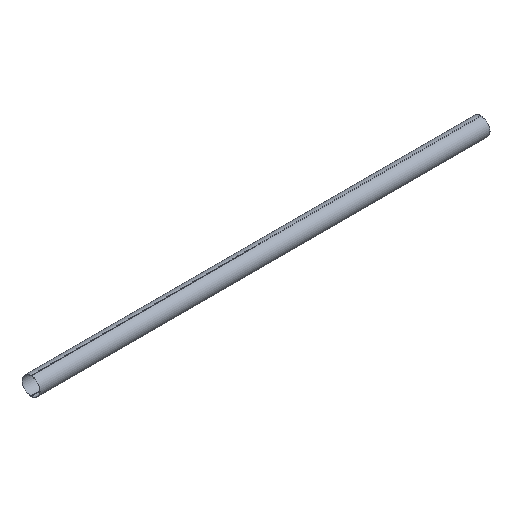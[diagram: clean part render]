
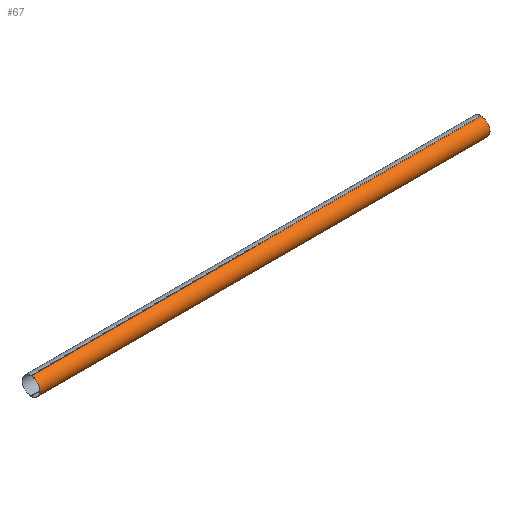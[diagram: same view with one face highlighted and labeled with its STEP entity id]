
A CAD part, isometric view. The second image highlights one B-rep face of the part: STEP entity #67.
In plain terms, the highlighted cylindrical face has radius 100 mm (diameter 200 mm), a partial arc.
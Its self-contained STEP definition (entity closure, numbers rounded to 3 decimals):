
#65 = EDGE_CURVE( '', #79, #91, #137, .T. );
#67 = ADVANCED_FACE( '', ( #139 ), #140, .T. );
#75 = EDGE_CURVE( '', #83, #79, #149, .T. );
#79 = VERTEX_POINT( '', #153 );
#81 = EDGE_CURVE( '', #93, #83, #155, .T. );
#83 = VERTEX_POINT( '', #157 );
#91 = VERTEX_POINT( '', #167 );
#93 = VERTEX_POINT( '', #169 );
#101 = EDGE_CURVE( '', #91, #93, #179, .T. );
#137 = LINE( '', #210, #211 );
#139 = FACE_OUTER_BOUND( '', #213, .T. );
#140 = CYLINDRICAL_SURFACE( '', #214, 100. );
#149 = CIRCLE( '', #225, 100. );
#153 = CARTESIAN_POINT( '', ( 0., 0., -100. ) );
#155 = LINE( '', #231, #232 );
#157 = CARTESIAN_POINT( '', ( 0., 0., 100. ) );
#167 = CARTESIAN_POINT( '', ( 5000., 0., -100. ) );
#169 = CARTESIAN_POINT( '', ( 5000., 0., 100. ) );
#179 = CIRCLE( '', #261, 100. );
#210 = CARTESIAN_POINT( '', ( 0., 0., -100. ) );
#211 = VECTOR( '', #289, 1. );
#213 = EDGE_LOOP( '', ( #291, #292, #293, #294 ) );
#214 = AXIS2_PLACEMENT_3D( '', #295, #296, #297 );
#225 = AXIS2_PLACEMENT_3D( '', #309, #310, #311 );
#231 = CARTESIAN_POINT( '', ( 0., 0., 100. ) );
#232 = VECTOR( '', #313, 1. );
#261 = AXIS2_PLACEMENT_3D( '', #337, #338, #339 );
#289 = DIRECTION( '', ( 1., 0., 0. ) );
#291 = ORIENTED_EDGE( '', *, *, #65, .T. );
#292 = ORIENTED_EDGE( '', *, *, #101, .T. );
#293 = ORIENTED_EDGE( '', *, *, #81, .T. );
#294 = ORIENTED_EDGE( '', *, *, #75, .T. );
#295 = CARTESIAN_POINT( '', ( 0., 0., 0. ) );
#296 = DIRECTION( '', ( -1., 0., 0. ) );
#297 = DIRECTION( '', ( 0., 0., -1. ) );
#309 = CARTESIAN_POINT( '', ( 0., 0., 0. ) );
#310 = DIRECTION( '', ( 1., 0., 0. ) );
#311 = DIRECTION( '', ( 0., 0., -1. ) );
#313 = DIRECTION( '', ( -1., 0., 0. ) );
#337 = CARTESIAN_POINT( '', ( 5000., 0., 0. ) );
#338 = DIRECTION( '', ( -1., 0., 0. ) );
#339 = DIRECTION( '', ( 0., 0., -1. ) );
